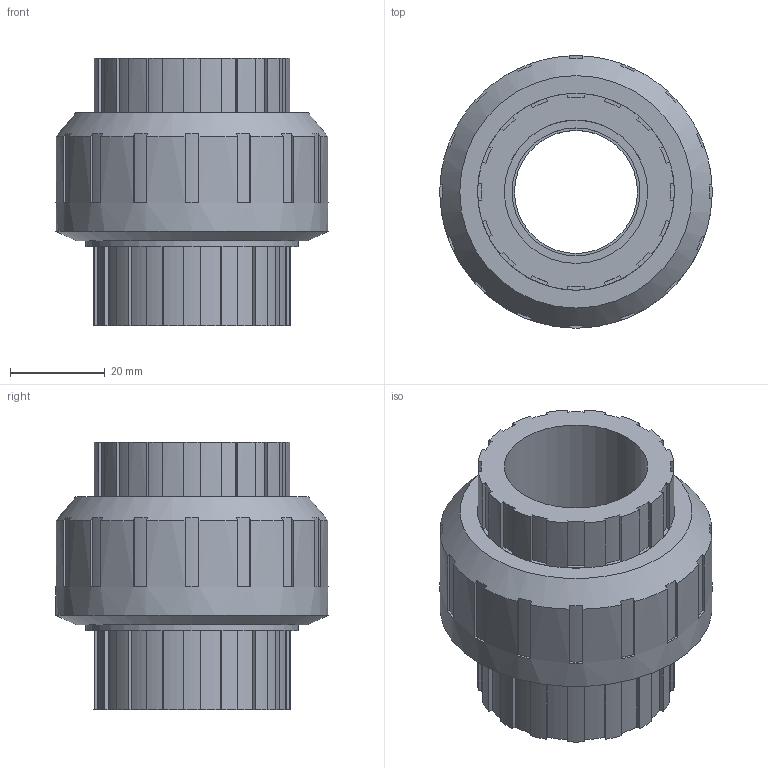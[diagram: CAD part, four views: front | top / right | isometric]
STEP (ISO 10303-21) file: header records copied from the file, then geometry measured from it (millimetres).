
FILE_DESCRIPTION(/* description */ ('Union Bush for EFV, F/BIV, d = 32 mm'),/* implementation_level */ '2;1');
FILE_NAME(/* name */ 'BFV100E.iam.stp',/* time_stamp */ '2013-10-01T14:58:36+02:00',/* author */ ('TraceParts'),/* organization */ ('TraceParts S.A.'),/* preprocessor_version */ 'ST-DEVELOPER v15.2',/* originating_system */ 'Autodesk Inventor 2014',/* authorisation */ '');
FILE_SCHEMA (('AUTOMOTIVE_DESIGN { 1 0 10303 214 3 1 1 }'));
Length unit declared in the file: millimetre
Products named in the file (4): FBFV100; QBFV100; EFV112; BFV100E
Bounding box: 57.5 x 57.5 x 56.6 mm (x, y, z)
Volume: 70147.1 mm3; surface area: 29441 mm2
Topology: 3 solids, 3 shells, 223 faces, 626 edges, 416 vertices
Faces by surface type: plane 141, cylinder 78, cone 4
Full cylindrical faces by diameter (mm): 26 x1, 27 x1, 30.291 x2, 30.6 x1, 39.2 x1, 41.5 x1, 41.6 x1, 44.845 x2, 47.803 x2, 48.9 x1, 57.5 x1
Entity records: 7192 total; most frequent: CARTESIAN_POINT 1310, DIRECTION 1252, ORIENTED_EDGE 1208, EDGE_CURVE 604, AXIS2_PLACEMENT_3D 450, VERTEX_POINT 412, LINE 352, VECTOR 352
